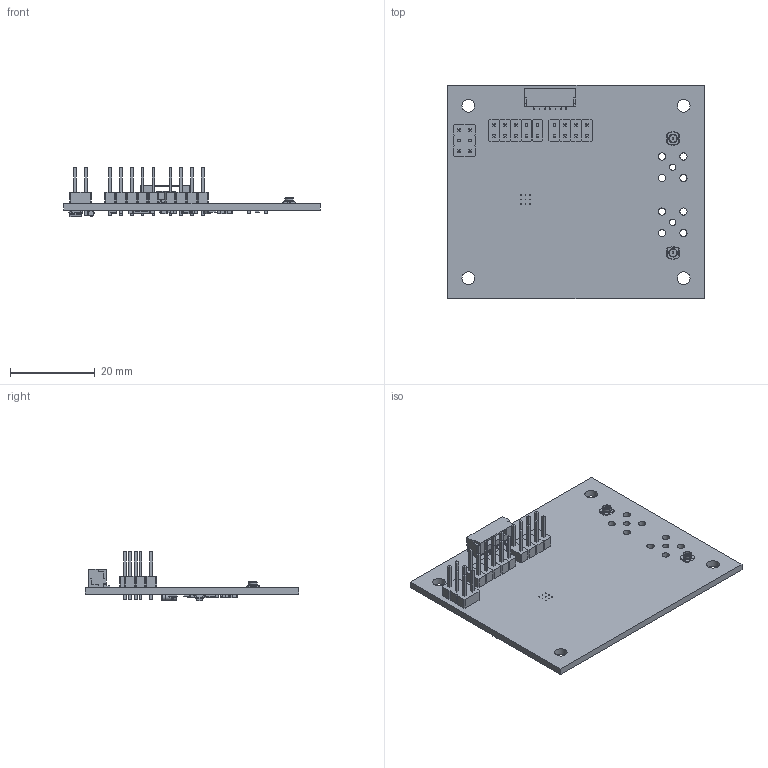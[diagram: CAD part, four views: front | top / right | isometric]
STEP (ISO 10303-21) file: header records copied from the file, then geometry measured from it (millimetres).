
FILE_DESCRIPTION(('KiCad electronic assembly'),'2;1');
FILE_NAME('ISM02A.step','2023-02-03T00:16:59',('Pcbnew'),('Kicad'), 'Open CASCADE STEP processor 7.5','KiCad to STEP converter','Unknown' );
FILE_SCHEMA(('AUTOMOTIVE_DESIGN { 1 0 10303 214 1 1 1 1 }'));
Length unit declared in the file: millimetre
Products named in the file (22): ISM02A 1; JST_GH_SM07B-GHS-TB_1x07-1MP_P1.25mm_Horizontal; SOLID; PinHeader_2x01_P2.54mm_Vertical; U.FL_Hirose_U.FL-R-SMT-1_Vertical; PinHeader_2x03_P2.54mm_Vertical; C_0603_1608Metric; QFN-24-1EP_4x4mm_P0.5mm_EP2.6x2.6mm; R_0805_2012Metric; L_0402_1005Metric; D_MiniMELF; SOT-23-5; tmpd8j9f6fg PCB
Assembly tree (61 placements, depth 3):
  ISM02A 1
    JST_GH_SM07B-GHS-TB_1x07-1MP_P1.25mm_Horizontal
      SOLID
    PinHeader_2x01_P2.54mm_Vertical  x9
      SOLID
    U.FL_Hirose_U.FL-R-SMT-1_Vertical  x2
      SOLID
    PinHeader_2x03_P2.54mm_Vertical
      SOLID
    C_0603_1608Metric  x22
      SOLID
    QFN-24-1EP_4x4mm_P0.5mm_EP2.6x2.6mm
      SOLID
    R_0805_2012Metric  x5
      SOLID
    L_0402_1005Metric  x7
      SOLID
    D_MiniMELF
      SOLID
    SOT-23-5
      SOLID
    tmpd8j9f6fg PCB
Bounding box: 60.45 x 50.29 x 11.79 mm (x, y, z)
Volume: 5415.1 mm3; surface area: 8564.2 mm2
Topology: 51 solids, 51 shells, 2207 faces, 5644 edges, 3664 vertices
Faces by surface type: plane 1665, cylinder 503, bspline 29, cone 6, sphere 2, revolution 2
Full cylindrical faces by diameter (mm): 0.2 x9, 0.4 x2, 0.5 x1, 0.889 x24, 1.35 x2, 1.4 x3, 1.5 x2, 1.7 x8, 1.8 x2, 1.92 x2, 2 x4, 3 x4
Entity records: 68292 total; most frequent: CARTESIAN_POINT 11465, DIRECTION 9365, LINE 6771, VECTOR 6771, ORIENTED_EDGE 4956, PCURVE 4956, DEFINITIONAL_REPRESENTATION 4956, EDGE_CURVE 2478
